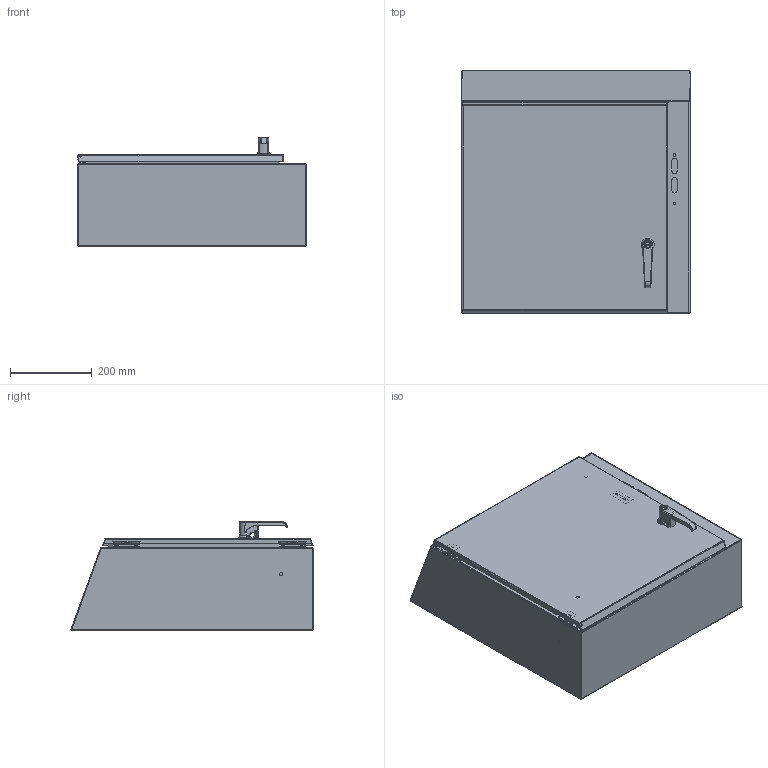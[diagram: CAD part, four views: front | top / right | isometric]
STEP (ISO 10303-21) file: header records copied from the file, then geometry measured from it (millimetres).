
FILE_DESCRIPTION(/* description */ ('N412,SD,ULTIMATE,SLOPE TOP, DISCONNECT, BACK & 3 SIDES, 20X22X08'),/* implementation_level */ '2;1');
FILE_NAME(/* name */ 'N412202208CSTD.stp',/* time_stamp */ '2015-06-08T10:55:12-05:00',/* author */ ('jwafer'),/* organization */ (''),/* preprocessor_version */ 'ST-DEVELOPER v15.2',/* originating_system */ 'Autodesk Inventor 2014',/* authorisation */ '');
FILE_SCHEMA (('AUTOMOTIVE_DESIGN { 1 0 10303 214 3 1 1 }'));
Products named in the file (47): N412202208CSTDB3S; 388150; N4122208CSTDTOP; 38846; N4122022CSTDLID; 17376 PIN; HFW328175; 17380 SCREW; 17723 BOX LEAF; 17723-UTI BRACKET; 17910 SEALING WASHER; HFW328176; HFW3161; 1000-02; 1000-23; 1000-277-03; 1000-458; 1000-458-SCHAUM; 1000-459; 1044-03-01; 1044-04-16; 1044-07-02; 1044-07; DIN3771_15X3_5; HFW351101; 388115; HFW3092; HFW30012; HFW3034; 37268; HFW31714_CAM; HFW31714_SCREW; HFW31714_SPACER; HFW31714_WASHER; HFW31714_NUT; HFW31714 (LEFT HINGE); HFW31713; HFW31713_SCREW; HFW31713_SPACER; HFW31713_WASHER ...
Bounding box: 558.8 x 593.49 x 266.22 mm (x, y, z)
Volume: 2320627.4 mm3; surface area: 2448412.9 mm2
Topology: 62 solids, 63 shells, 2135 faces, 5205 edges, 3221 vertices
Faces by surface type: plane 861, cylinder 751, cone 249, bspline 186, torus 72, sphere 16
Full cylindrical faces by diameter (mm): 2.362 x4, 2.6 x1, 3.175 x3, 3.317 x68, 3.683 x4, 3.861 x4, 3.962 x5, 4.166 x68, 4.25 x5, 4.366 x4, 4.572 x6, 4.762 x4, 4.826 x4, 4.978 x2, 5 x3, 5.1 x1, 5.359 x2, 5.5 x1, 5.6 x1, 5.715 x4, 5.8 x1, 6.35 x12, 6.502 x4, 6.985 x4, 7.137 x2, 7.62 x8, 7.798 x1, 7.938 x2, 8.128 x7, 8.382 x2
Entity records: 53477 total; most frequent: CARTESIAN_POINT 18709, DIRECTION 6974, ORIENTED_EDGE 6706, EDGE_CURVE 3353, AXIS2_PLACEMENT_3D 2593, VERTEX_POINT 2195, EDGE_LOOP 1854, LINE 1788
